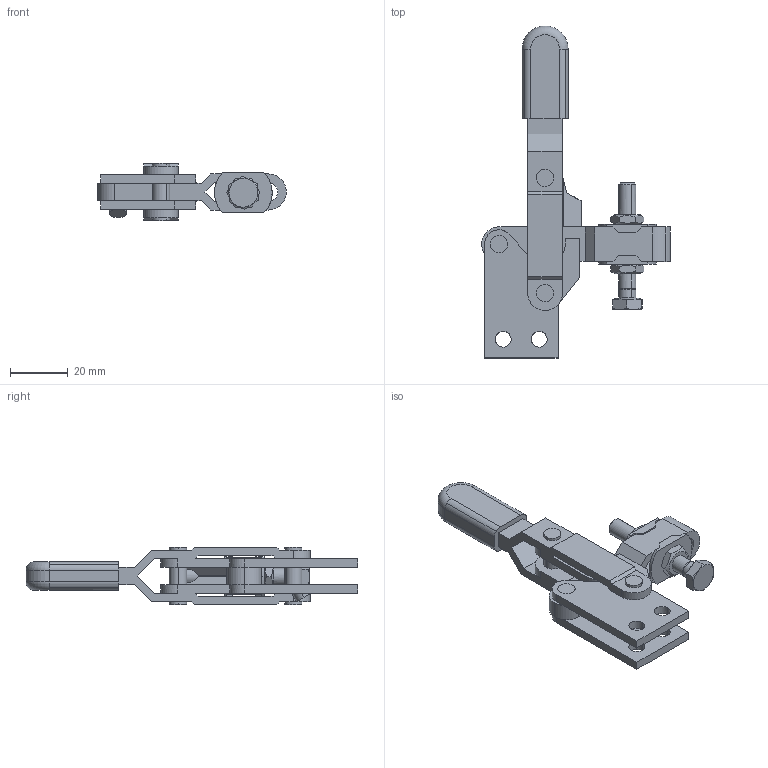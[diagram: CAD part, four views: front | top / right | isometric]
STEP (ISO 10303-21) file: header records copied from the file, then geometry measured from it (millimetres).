
FILE_DESCRIPTION(('CATIA V5 STEP Exchange'),'2;1');
FILE_NAME('VERTIKALSPANNER_TS_V_113_U_357845.stp','2018-08-16T12:06:49+00:00',('none'),('none'),'CATIA Version 5 Release 19 SP 9 (IN-10)','CATIA V5 STEP AP214','none');
FILE_SCHEMA(('AUTOMOTIVE_DESIGN { 1 0 10303 214 1 1 1 1 }'));
Length unit declared in the file: millimetre
Products named in the file (1): VERTIKALSPANNER_TS_V_113_U_357845
Bounding box: 65.49 x 115.26 x 20 mm (x, y, z)
Volume: 26241.5 mm3; surface area: 16492.7 mm2
Topology: 1 solids, 1 shells, 244 faces, 725 edges, 486 vertices
Faces by surface type: plane 156, cylinder 72, cone 14, torus 2
Entity records: 8804 total; most frequent: CARTESIAN_POINT 2380, ORIENTED_EDGE 1450, DIRECTION 1077, EDGE_CURVE 725, VERTEX_POINT 486, VECTOR 431, LINE 431, AXIS2_PLACEMENT_3D 424
